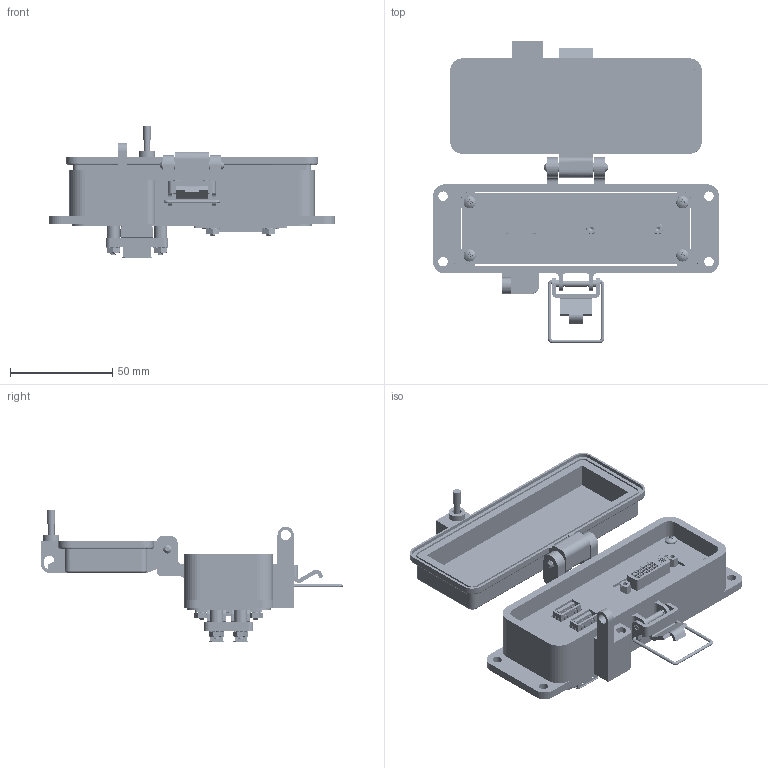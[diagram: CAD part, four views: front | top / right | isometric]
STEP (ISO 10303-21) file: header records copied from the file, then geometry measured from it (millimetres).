
FILE_DESCRIPTION (( 'STEP AP203' ), '1' );
FILE_NAME ('P-P22#2Q102-H3RX_3D.STEP', '2022-04-11T20:51:31', ( '' ), ( '' ), 'SwSTEP 2.0', 'SolidWorks 2021', '' );
FILE_SCHEMA (( 'CONFIG_CONTROL_DESIGN' ));
Length unit declared in the file: millimetre
Products named in the file (16): P-P22#2Q102-H3RX_TP180_2; Z-H-H3_B; 92005A124_METRIC PAN HEAD PHILLIPS MACHINE SCREW_92005A124; -H3; Z-000-44078FH_90273A114; P22; P-P22#2Q102-H3RX_TP180_1; Z-000-44011_4FH_90273A117; P-P22#2Q102-H3RX_FP060_1; P-P22#2Q102-H3RX_3D; P-P22#2Q102-H3RX_BP180_1; Z-002-4401_4HN_90675A005; Z-001-SPR_3_4; Q102; Z-001-SPR_3_8; Z-300-USB-A-FF
Assembly tree (38 placements, depth 3):
  P-P22#2Q102-H3RX_3D
    -H3
      Z-H-H3_B
    P-P22#2Q102-H3RX_BP180_1
    P-P22#2Q102-H3RX_FP060_1
    P-P22#2Q102-H3RX_TP180_1
    P-P22#2Q102-H3RX_TP180_2
    P22  x2
      Z-300-USB-A-FF
    Z-000-44011_4FH_90273A117  x4
    Z-001-SPR_3_4  x4
    Z-002-4401_4HN_90675A005  x8
    Q102
    Z-000-44078FH_90273A114  x4
    Z-001-SPR_3_8  x4
    92005A124_METRIC PAN HEAD PHILLIPS MACHINE SCREW_92005A124  x4
Bounding box: 140 x 147.61 x 64.54 mm (x, y, z)
Volume: 121432.5 mm3; surface area: 99667.7 mm2
Topology: 49 solids, 49 shells, 5919 faces, 16452 edges, 10793 vertices
Faces by surface type: cylinder 2492, plane 2283, bspline 580, cone 500, sphere 40, torus 24
Entity records: 136961 total; most frequent: CARTESIAN_POINT 58611, ORIENTED_EDGE 17400, DIRECTION 13450, EDGE_CURVE 8700, VERTEX_POINT 5702, LINE 5698, VECTOR 5698, AXIS2_PLACEMENT_3D 3876
